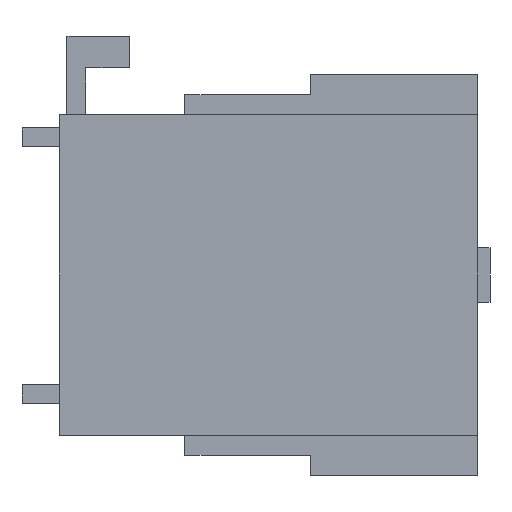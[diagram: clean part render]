
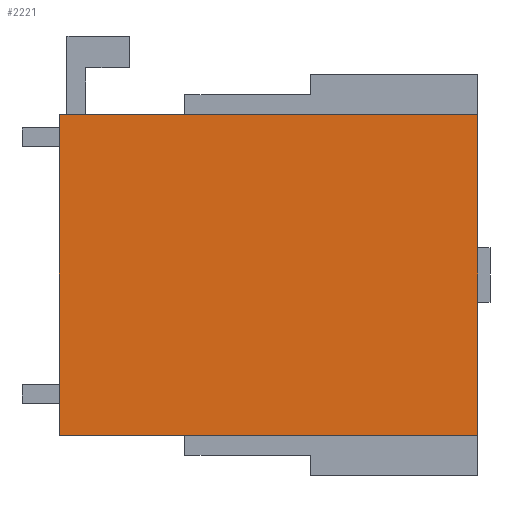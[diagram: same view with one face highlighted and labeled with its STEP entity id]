
A CAD part, left-side view. The second image highlights one B-rep face of the part: STEP entity #2221.
In plain terms, the highlighted planar face has unit normal (-1, 0, 0).
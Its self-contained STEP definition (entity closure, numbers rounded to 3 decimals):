
#983=CARTESIAN_POINT('POINT11214',(-19.393,0.,-13.04
   ));
#984=VERTEX_POINT('VERTEX11214',#983);
#991=CARTESIAN_POINT('POINT11215',(-19.393,0.,13.04)
   );
#992=VERTEX_POINT('VERTEX11215',#991);
#993=CARTESIAN_POINT('POS19637',(-19.393,0.,
   -16.3));
#994=DIRECTION('DIR25823',(0.,0.,1.));
#995=VECTOR('VEC13451',#994,25.4);
#996=LINE('STRAIGHT13451',#993,#995);
#997=EDGE_CURVE('EDGE17029',#984,#992,#996,.T.);
#2179=CARTESIAN_POINT('POINT11323',(-19.393,-34.,
   -13.04));
#2180=VERTEX_POINT('VERTEX11323',#2179);
#2183=CARTESIAN_POINT('POS19772',(-19.393,-25.5,
   -13.04));
#2184=DIRECTION('DIR25997',(0.,-1.,0.));
#2185=VECTOR('VEC13547',#2184,25.4);
#2186=LINE('STRAIGHT13547',#2183,#2185);
#2187=EDGE_CURVE('EDGE17156',#984,#2180,#2186,.T.);
#2198=ORIENTED_EDGE('COEDGE34199',*,*,#2187,.T.);
#2199=CARTESIAN_POINT('POINT11324',(-19.393,-34.,
   13.04));
#2200=VERTEX_POINT('VERTEX11324',#2199);
#2201=CARTESIAN_POINT('POS19774',(-19.393,-34.,
   13.04));
#2202=DIRECTION('DIR26000',(0.,0.
   ,-1.));
#2203=VECTOR('VEC13548',#2202,25.4);
#2204=LINE('STRAIGHT13548',#2201,#2203);
#2205=EDGE_CURVE('EDGE17157',#2200,#2180,#2204,.T.);
#2206=ORIENTED_EDGE('COEDGE34200',*,*,#2205,.F.);
#2207=CARTESIAN_POINT('POS19775',(-19.393,-20.392,
   13.04));
#2208=DIRECTION('DIR26001',(0.,-1.,
   0.));
#2209=VECTOR('VEC13549',#2208,25.4);
#2210=LINE('STRAIGHT13549',#2207,#2209);
#2211=EDGE_CURVE('EDGE17158',#992,#2200,#2210,.T.);
#2212=ORIENTED_EDGE('COEDGE34201',*,*,#2211,.F.);
#2213=ORIENTED_EDGE('COEDGE34202',*,*,#997,.F.);
#2214=EDGE_LOOP('NONE',(#2198,#2206,#2212,#2213));
#2215=FACE_BOUND('LOOP1',#2214,.T.);
#2216=CARTESIAN_POINT('POS19776',(-19.393,-27.196,
   0.));
#2217=DIRECTION('DIR26002',(1.,0.,
   0.));
#2218=DIRECTION('DIR26003',(0.,1.,
   0.));
#2219=AXIS2_PLACEMENT_3D('AXIS6227',#2216,#2217,#2218);
#2220=PLANE('PLANE4903',#2219);
#2221=ADVANCED_FACE('FACE6763',(#2215),#2220,.F.);
